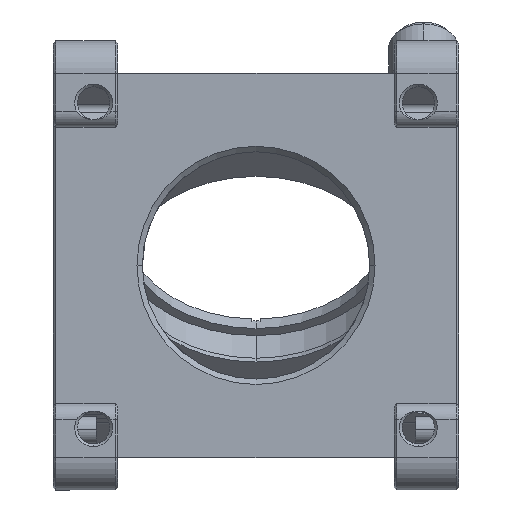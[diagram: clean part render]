
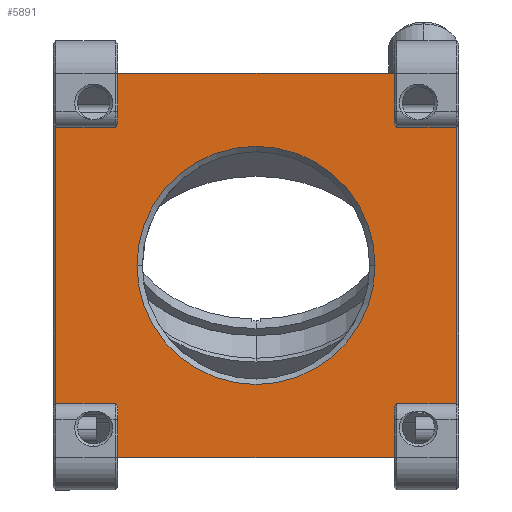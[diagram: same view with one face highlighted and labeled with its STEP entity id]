
A CAD part, left-side view. The second image highlights one B-rep face of the part: STEP entity #5891.
In plain terms, the highlighted planar face has unit normal (-1, 0, 0).
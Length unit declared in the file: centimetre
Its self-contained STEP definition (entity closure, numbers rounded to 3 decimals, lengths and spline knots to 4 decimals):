
#88 = VERTEX_POINT ( 'NONE', #16787 ) ;
#110 = VERTEX_POINT ( 'NONE', #16851 ) ;
#145 = EDGE_CURVE ( 'NONE', #110, #88, #17203, .T. ) ;
#442 = VERTEX_POINT ( 'NONE', #17392 ) ;
#533 = VERTEX_POINT ( 'NONE', #17615 ) ;
#544 = EDGE_CURVE ( 'NONE', #18202, #533, #17605, .T. ) ;
#560 = EDGE_CURVE ( 'NONE', #18207, #533, #17661, .T. ) ;
#4180 = DIRECTION ( 'NONE',  ( 0., -1., 0. ) ) ;
#4181 = VECTOR ( 'NONE', #4180, 100. ) ;
#4182 = CARTESIAN_POINT ( 'NONE',  ( -3.993, 4.636, 3.55 ) ) ;
#4190 = LINE ( 'NONE', #4182, #4181 ) ;
#4194 = CARTESIAN_POINT ( 'NONE',  ( -3.993, 3.436, 3.55 ) ) ;
#4213 = DIRECTION ( 'NONE',  ( 0., 0., -1. ) ) ;
#4214 = VECTOR ( 'NONE', #4213, 100. ) ;
#4215 = CARTESIAN_POINT ( 'NONE',  ( -3.993, -1.664, 4.15 ) ) ;
#4218 = LINE ( 'NONE', #4215, #4214 ) ;
#4251 = DIRECTION ( 'NONE',  ( 0., 0.707, 0.707 ) ) ;
#4252 = VECTOR ( 'NONE', #4251, 100. ) ;
#4253 = CARTESIAN_POINT ( 'NONE',  ( -3.993, 1.961, 6.225 ) ) ;
#4255 = LINE ( 'NONE', #4253, #4252 ) ;
#4275 = LINE ( 'NONE', #4282, #4311 ) ;
#4281 = CARTESIAN_POINT ( 'NONE',  ( -3.993, 3.436, 2.6 ) ) ;
#4282 = CARTESIAN_POINT ( 'NONE',  ( -3.993, 3.436, 4.15 ) ) ;
#4299 = CARTESIAN_POINT ( 'NONE',  ( -3.993, -1.664, 3.55 ) ) ;
#4310 = DIRECTION ( 'NONE',  ( 0., 0., 1. ) ) ;
#4311 = VECTOR ( 'NONE', #4310, 100. ) ;
#4312 = CARTESIAN_POINT ( 'NONE',  ( -3.993, 4.586, 2.55 ) ) ;
#4338 = CARTESIAN_POINT ( 'NONE',  ( -3.993, 4.586, -2.55 ) ) ;
#4382 = DIRECTION ( 'NONE',  ( 0., 0., -1. ) ) ;
#4383 = VECTOR ( 'NONE', #4382, 100. ) ;
#4384 = CARTESIAN_POINT ( 'NONE',  ( -3.993, 4.586, 3.55 ) ) ;
#4385 = LINE ( 'NONE', #4384, #4383 ) ;
#5262 = VERTEX_POINT ( 'NONE', #10489 ) ;
#5268 = VERTEX_POINT ( 'NONE', #10530 ) ;
#5279 = EDGE_CURVE ( 'NONE', #5262, #5301, #10515, .T. ) ;
#5280 = EDGE_CURVE ( 'NONE', #5262, #5268, #10563, .T. ) ;
#5301 = VERTEX_POINT ( 'NONE', #10542 ) ;
#5413 = VERTEX_POINT ( 'NONE', #10882 ) ;
#5431 = EDGE_CURVE ( 'NONE', #5443, #442, #10951, .T. ) ;
#5443 = VERTEX_POINT ( 'NONE', #10940 ) ;
#5464 = EDGE_CURVE ( 'NONE', #5443, #5268, #11010, .T. ) ;
#5866 = EDGE_LOOP ( 'NONE', ( #5904, #5907 ) ) ;
#5878 = EDGE_CURVE ( 'NONE', #88, #110, #11842, .T. ) ;
#5884 = EDGE_CURVE ( 'NONE', #15734, #442, #11834, .T. ) ;
#5891 = ADVANCED_FACE ( 'NONE', ( #11862, #11860 ), #11818, .F. ) ;
#5893 = ORIENTED_EDGE ( 'NONE', *, *, #544, .T. ) ;
#5894 = ORIENTED_EDGE ( 'NONE', *, *, #18176, .T. ) ;
#5896 = ORIENTED_EDGE ( 'NONE', *, *, #5884, .F. ) ;
#5900 = ORIENTED_EDGE ( 'NONE', *, *, #560, .F. ) ;
#5904 = ORIENTED_EDGE ( 'NONE', *, *, #145, .T. ) ;
#5907 = ORIENTED_EDGE ( 'NONE', *, *, #5878, .T. ) ;
#5911 = ORIENTED_EDGE ( 'NONE', *, *, #18167, .F. ) ;
#5912 = EDGE_LOOP ( 'NONE', ( #5918, #5919, #5896, #5894, #5911, #5917, #5915, #5893, #5900, #5964, #5970, #5990, #5913, #5976, #5932, #5973 ) ) ;
#5913 = ORIENTED_EDGE ( 'NONE', *, *, #6213, .F. ) ;
#5915 = ORIENTED_EDGE ( 'NONE', *, *, #18204, .F. ) ;
#5917 = ORIENTED_EDGE ( 'NONE', *, *, #18155, .F. ) ;
#5918 = ORIENTED_EDGE ( 'NONE', *, *, #5464, .F. ) ;
#5919 = ORIENTED_EDGE ( 'NONE', *, *, #5431, .T. ) ;
#5932 = ORIENTED_EDGE ( 'NONE', *, *, #5279, .F. ) ;
#5964 = ORIENTED_EDGE ( 'NONE', *, *, #18262, .T. ) ;
#5965 = EDGE_CURVE ( 'NONE', #6216, #5301, #11946, .T. ) ;
#5970 = ORIENTED_EDGE ( 'NONE', *, *, #6163, .F. ) ;
#5973 = ORIENTED_EDGE ( 'NONE', *, *, #5280, .T. ) ;
#5976 = ORIENTED_EDGE ( 'NONE', *, *, #5965, .T. ) ;
#5990 = ORIENTED_EDGE ( 'NONE', *, *, #6281, .T. ) ;
#6115 = VERTEX_POINT ( 'NONE', #12238 ) ;
#6163 = EDGE_CURVE ( 'NONE', #6115, #18230, #12318, .T. ) ;
#6186 = VERTEX_POINT ( 'NONE', #12305 ) ;
#6213 = EDGE_CURVE ( 'NONE', #6216, #6186, #12355, .T. ) ;
#6216 = VERTEX_POINT ( 'NONE', #12403 ) ;
#6281 = EDGE_CURVE ( 'NONE', #6115, #6186, #12600, .T. ) ;
#10489 = CARTESIAN_POINT ( 'NONE',  ( -3.993, -1.664, -2.6 ) ) ;
#10513 = VECTOR ( 'NONE', #10557, 100. ) ;
#10515 = LINE ( 'NONE', #10559, #10513 ) ;
#10530 = CARTESIAN_POINT ( 'NONE',  ( -3.993, -1.714, -2.55 ) ) ;
#10542 = CARTESIAN_POINT ( 'NONE',  ( -3.993, -1.664, -3.55 ) ) ;
#10553 = DIRECTION ( 'NONE',  ( 0., -0.707, 0.707 ) ) ;
#10554 = VECTOR ( 'NONE', #10553, 100. ) ;
#10555 = CARTESIAN_POINT ( 'NONE',  ( -3.993, -1.589, -2.675 ) ) ;
#10557 = DIRECTION ( 'NONE',  ( 0., 0., -1. ) ) ;
#10559 = CARTESIAN_POINT ( 'NONE',  ( -3.993, -1.664, -4.15 ) ) ;
#10563 = LINE ( 'NONE', #10555, #10554 ) ;
#10882 = CARTESIAN_POINT ( 'NONE',  ( -3.993, -1.664, 2.6 ) ) ;
#10940 = CARTESIAN_POINT ( 'NONE',  ( -3.993, -2.814, -2.55 ) ) ;
#10948 = DIRECTION ( 'NONE',  ( 0., 0., 1. ) ) ;
#10949 = VECTOR ( 'NONE', #10948, 100. ) ;
#10950 = CARTESIAN_POINT ( 'NONE',  ( -3.993, -2.814, 3.55 ) ) ;
#10951 = LINE ( 'NONE', #10950, #10949 ) ;
#11003 = DIRECTION ( 'NONE',  ( 0., 1., 0. ) ) ;
#11004 = VECTOR ( 'NONE', #11003, 100. ) ;
#11005 = CARTESIAN_POINT ( 'NONE',  ( -3.993, -2.864, -2.55 ) ) ;
#11010 = LINE ( 'NONE', #11005, #11004 ) ;
#11818 = PLANE ( 'NONE',  #11859 ) ;
#11824 = DIRECTION ( 'NONE',  ( 0., -1., 0. ) ) ;
#11825 = VECTOR ( 'NONE', #11824, 100. ) ;
#11826 = CARTESIAN_POINT ( 'NONE',  ( -3.993, -2.864, 2.55 ) ) ;
#11834 = LINE ( 'NONE', #11826, #11825 ) ;
#11835 = DIRECTION ( 'NONE',  ( 0., 1., 0. ) ) ;
#11836 = DIRECTION ( 'NONE',  ( 1., 0., 0. ) ) ;
#11837 = CARTESIAN_POINT ( 'NONE',  ( -3.993, 0.886, 0. ) ) ;
#11839 = AXIS2_PLACEMENT_3D ( 'NONE', #11837, #11836, #11835 ) ;
#11842 = CIRCLE ( 'NONE', #11839, 2.2 ) ;
#11848 = DIRECTION ( 'NONE',  ( 0., 1., 0. ) ) ;
#11849 = DIRECTION ( 'NONE',  ( 1., 0., 0. ) ) ;
#11859 = AXIS2_PLACEMENT_3D ( 'NONE', #11867, #11849, #11848 ) ;
#11860 = FACE_OUTER_BOUND ( 'NONE', #5912, .T. ) ;
#11862 = FACE_BOUND ( 'NONE', #5866, .T. ) ;
#11867 = CARTESIAN_POINT ( 'NONE',  ( -3.993, 4.636, 3.55 ) ) ;
#11930 = DIRECTION ( 'NONE',  ( 0., -1., 0. ) ) ;
#11931 = VECTOR ( 'NONE', #11930, 100. ) ;
#11932 = CARTESIAN_POINT ( 'NONE',  ( -3.993, 4.636, -3.55 ) ) ;
#11946 = LINE ( 'NONE', #11932, #11931 ) ;
#12238 = CARTESIAN_POINT ( 'NONE',  ( -3.993, 3.486, -2.55 ) ) ;
#12305 = CARTESIAN_POINT ( 'NONE',  ( -3.993, 3.436, -2.6 ) ) ;
#12309 = DIRECTION ( 'NONE',  ( 0., 1., 0. ) ) ;
#12310 = VECTOR ( 'NONE', #12309, 100. ) ;
#12317 = CARTESIAN_POINT ( 'NONE',  ( -3.993, 4.636, -2.55 ) ) ;
#12318 = LINE ( 'NONE', #12317, #12310 ) ;
#12355 = LINE ( 'NONE', #12406, #12405 ) ;
#12403 = CARTESIAN_POINT ( 'NONE',  ( -3.993, 3.436, -3.55 ) ) ;
#12404 = DIRECTION ( 'NONE',  ( 0., 0., 1. ) ) ;
#12405 = VECTOR ( 'NONE', #12404, 100. ) ;
#12406 = CARTESIAN_POINT ( 'NONE',  ( -3.993, 3.436, -4.15 ) ) ;
#12588 = DIRECTION ( 'NONE',  ( 0., -0.707, -0.707 ) ) ;
#12589 = VECTOR ( 'NONE', #12588, 100. ) ;
#12590 = CARTESIAN_POINT ( 'NONE',  ( -3.993, 7.111, 1.075 ) ) ;
#12600 = LINE ( 'NONE', #12590, #12589 ) ;
#15052 = CARTESIAN_POINT ( 'NONE',  ( -3.993, -1.714, 2.55 ) ) ;
#15734 = VERTEX_POINT ( 'NONE', #15052 ) ;
#16787 = CARTESIAN_POINT ( 'NONE',  ( -3.993, 3.086, 0. ) ) ;
#16851 = CARTESIAN_POINT ( 'NONE',  ( -3.993, -1.314, 0. ) ) ;
#17199 = DIRECTION ( 'NONE',  ( 0., 1., 0. ) ) ;
#17201 = DIRECTION ( 'NONE',  ( 1., 0., 0. ) ) ;
#17202 = CARTESIAN_POINT ( 'NONE',  ( -3.993, 0.886, 0. ) ) ;
#17203 = CIRCLE ( 'NONE', #17210, 2.2 ) ;
#17210 = AXIS2_PLACEMENT_3D ( 'NONE', #17202, #17201, #17199 ) ;
#17392 = CARTESIAN_POINT ( 'NONE',  ( -3.993, -2.814, 2.55 ) ) ;
#17605 = LINE ( 'NONE', #17643, #17635 ) ;
#17615 = CARTESIAN_POINT ( 'NONE',  ( -3.993, 3.486, 2.55 ) ) ;
#17634 = DIRECTION ( 'NONE',  ( 0., 0.707, -0.707 ) ) ;
#17635 = VECTOR ( 'NONE', #17634, 100. ) ;
#17643 = CARTESIAN_POINT ( 'NONE',  ( -3.993, 3.561, 2.475 ) ) ;
#17658 = DIRECTION ( 'NONE',  ( 0., -1., 0. ) ) ;
#17659 = VECTOR ( 'NONE', #17658, 100. ) ;
#17660 = CARTESIAN_POINT ( 'NONE',  ( -3.993, 4.636, 2.55 ) ) ;
#17661 = LINE ( 'NONE', #17660, #17659 ) ;
#18152 = VERTEX_POINT ( 'NONE', #4194 ) ;
#18155 = EDGE_CURVE ( 'NONE', #18152, #18189, #4190, .T. ) ;
#18167 = EDGE_CURVE ( 'NONE', #18189, #5413, #4218, .T. ) ;
#18176 = EDGE_CURVE ( 'NONE', #15734, #5413, #4255, .T. ) ;
#18189 = VERTEX_POINT ( 'NONE', #4299 ) ;
#18202 = VERTEX_POINT ( 'NONE', #4281 ) ;
#18204 = EDGE_CURVE ( 'NONE', #18202, #18152, #4275, .T. ) ;
#18207 = VERTEX_POINT ( 'NONE', #4312 ) ;
#18230 = VERTEX_POINT ( 'NONE', #4338 ) ;
#18262 = EDGE_CURVE ( 'NONE', #18207, #18230, #4385, .T. ) ;
